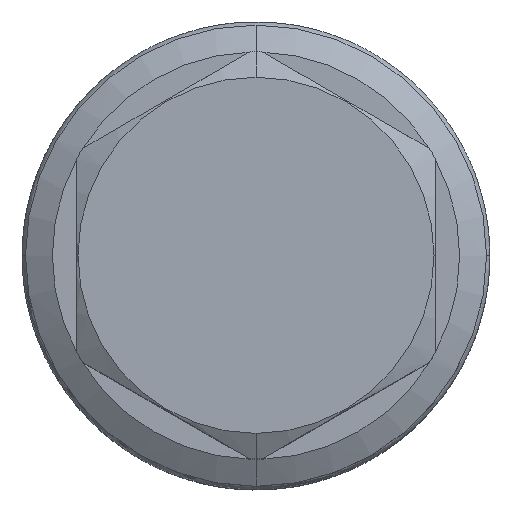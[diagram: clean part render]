
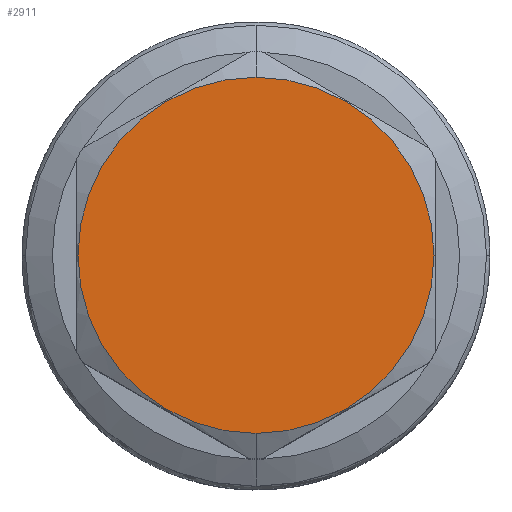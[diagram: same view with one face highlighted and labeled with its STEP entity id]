
A CAD part, top view. The second image highlights one B-rep face of the part: STEP entity #2911.
In plain terms, the highlighted planar face has unit normal (0, 0, 1).
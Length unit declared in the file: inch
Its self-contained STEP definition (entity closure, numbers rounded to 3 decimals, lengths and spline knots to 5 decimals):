
#891=CARTESIAN_POINT('',(0.,0.,5.656));
#892=DIRECTION('',(0.,0.,1.));
#893=DIRECTION('',(0.,-1.,0.));
#894=AXIS2_PLACEMENT_3D('',#891,#892,#893);
#896=CARTESIAN_POINT('',(0.,0.,5.656));
#897=DIRECTION('',(0.,0.,1.));
#898=DIRECTION('',(0.,1.,0.));
#899=AXIS2_PLACEMENT_3D('',#896,#897,#898);
#1505=CARTESIAN_POINT('',(0.,-0.807,5.656));
#1506=CARTESIAN_POINT('',(0.,0.807,5.656));
#1507=VERTEX_POINT('',#1505);
#1508=VERTEX_POINT('',#1506);
#2902=CARTESIAN_POINT('',(0.,0.,5.656));
#2903=DIRECTION('',(0.,0.,1.));
#2904=DIRECTION('',(0.,1.,0.));
#2905=AXIS2_PLACEMENT_3D('',#2902,#2903,#2904);
#2906=PLANE('',#2905);
#2907=ORIENTED_EDGE('',*,*,#2672,.F.);
#2908=ORIENTED_EDGE('',*,*,#2893,.F.);
#2909=EDGE_LOOP('',(#2907,#2908));
#2910=FACE_OUTER_BOUND('',#2909,.F.);
#2911=ADVANCED_FACE('',(#2910),#2906,.T.);
#895=CIRCLE('',#894,0.807);
#900=CIRCLE('',#899,0.807);
#2672=EDGE_CURVE('',#1507,#1508,#895,.T.);
#2893=EDGE_CURVE('',#1508,#1507,#900,.T.);
